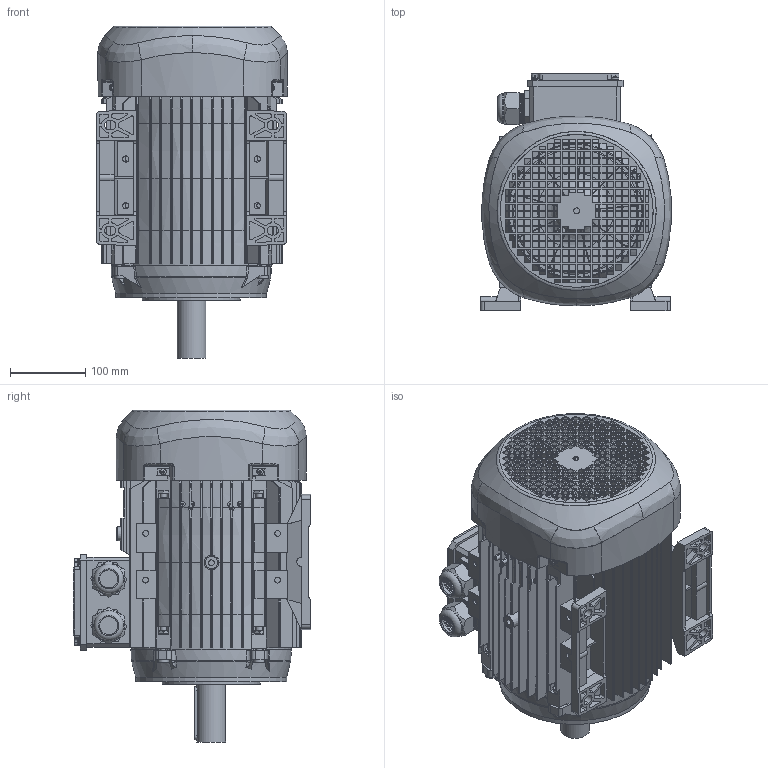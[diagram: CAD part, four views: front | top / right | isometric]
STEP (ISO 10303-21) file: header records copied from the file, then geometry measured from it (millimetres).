
FILE_DESCRIPTION(/* description */ (''),/* implementation_level */ '2;1');
FILE_NAME(/* name */ 'QS132S_PC_.stp',/* time_stamp */ '2015-04-07T16:49:11+03:00',/* author */ (''),/* organization */ (''),/* preprocessor_version */ 'ST-DEVELOPER v11',/* originating_system */ 'SIEMENS PLM Software NX 7.5',/* authorisation */ '');
FILE_SCHEMA (('AP203_CONFIGURATION_CONTROLLED_3D_DESIGN_OF_MECHANICAL_PARTS_AND_ASSEMBLIES_MIM_LF'));
Products named in the file (1): AR-000000405669_001
Bounding box: 253.43 x 315.02 x 440.5 mm (x, y, z)
Volume: 3648375.1 mm3; surface area: 1450747 mm2
Topology: 1 solids, 12 shells, 4523 faces, 12793 edges, 8340 vertices
Faces by surface type: plane 2753, cylinder 899, bspline 575, cone 194, torus 76, extrusion 18, sphere 8
Full cylindrical faces by diameter (mm): 2.5 x12, 4 x4, 4.2 x4, 4.5 x3, 5.5 x3, 7.6 x4, 7.652 x3, 8 x5, 8.2 x8, 8.5 x18, 9 x4, 10 x4, 14.327 x8, 16.293 x3, 23.927 x2, 26 x2, 31.8 x2, 32.804 x1, 34.364 x14, 38 x1, 39.455 x2, 40 x1, 40.199 x10, 40.2 x1, 45 x1, 50 x1, 62.1 x2, 80 x3, 80.1 x1, 81 x2
Entity records: 174445 total; most frequent: CARTESIAN_POINT 64312, ORIENTED_EDGE 24992, DIRECTION 19152, EDGE_CURVE 12509, VERTEX_POINT 8292, VECTOR 7136, LINE 7118, AXIS2_PLACEMENT_3D 6008
